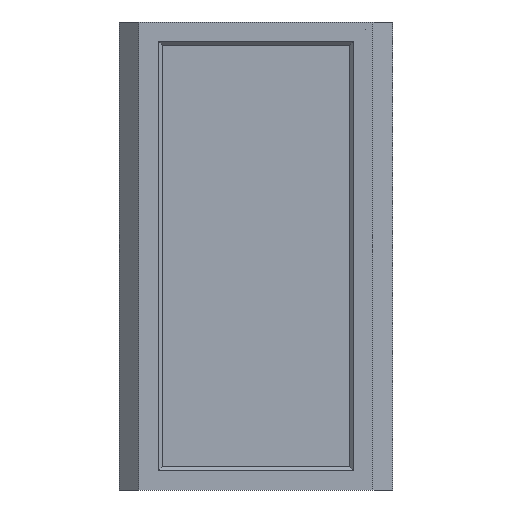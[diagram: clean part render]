
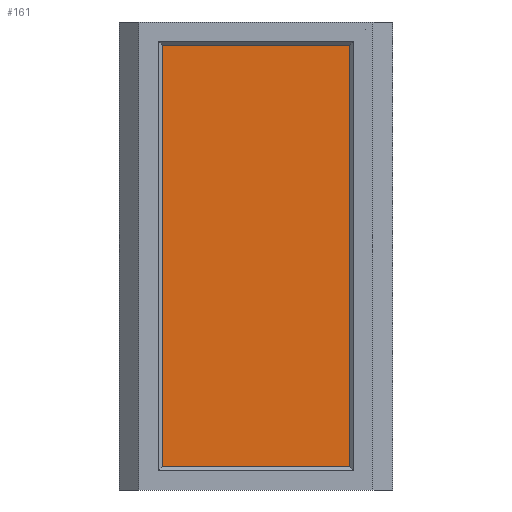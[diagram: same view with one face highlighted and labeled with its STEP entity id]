
A CAD part, front view. The second image highlights one B-rep face of the part: STEP entity #161.
In plain terms, the highlighted planar face has unit normal (0, -1, 0).
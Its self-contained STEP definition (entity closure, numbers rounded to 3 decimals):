
#161=ADVANCED_FACE('',(#1005),#1007,.T.);
#1005=FACE_BOUND('',#1006,.T.);
#1006=EDGE_LOOP('',(#1706,#1707,#1708,#1709));
#1007=PLANE('',#1008);
#1008=AXIS2_PLACEMENT_3D('',#1009,#1010,#1011);
#1009=CARTESIAN_POINT('',(0.,-99.,0.));
#1010=DIRECTION('',(0.,-1.,0.));
#1011=DIRECTION('',(1.,0.,0.));
#1706=ORIENTED_EDGE('',*,*,#2079,.T.);
#1707=ORIENTED_EDGE('',*,*,#2077,.T.);
#1708=ORIENTED_EDGE('',*,*,#2075,.T.);
#1709=ORIENTED_EDGE('',*,*,#2081,.T.);
#2075=EDGE_CURVE('',#2592,#2590,#2593,.T.);
#2077=EDGE_CURVE('',#2595,#2592,#2596,.T.);
#2079=EDGE_CURVE('',#2598,#2595,#2599,.T.);
#2081=EDGE_CURVE('',#2590,#2598,#2601,.T.);
#2590=VERTEX_POINT('',#3678);
#2592=VERTEX_POINT('',#3682);
#2593=LINE('',#3683,#3684);
#2595=VERTEX_POINT('',#3689);
#2596=LINE('',#3690,#3691);
#2598=VERTEX_POINT('',#3696);
#2599=LINE('',#3697,#3698);
#2601=LINE('',#3703,#3704);
#3678=CARTESIAN_POINT('',(24.,-99.,114.));
#3682=CARTESIAN_POINT('',(24.,-99.,6.));
#3683=CARTESIAN_POINT('',(24.,-99.,6.));
#3684=VECTOR('',#3685,1.);
#3685=DIRECTION('',(0.,0.,1.));
#3689=CARTESIAN_POINT('',(-24.,-99.,6.));
#3690=CARTESIAN_POINT('',(-24.,-99.,6.));
#3691=VECTOR('',#3692,1.);
#3692=DIRECTION('',(1.,0.,0.));
#3696=CARTESIAN_POINT('',(-24.,-99.,114.));
#3697=CARTESIAN_POINT('',(-24.,-99.,114.));
#3698=VECTOR('',#3699,1.);
#3699=DIRECTION('',(0.,0.,-1.));
#3703=CARTESIAN_POINT('',(24.,-99.,114.));
#3704=VECTOR('',#3705,1.);
#3705=DIRECTION('',(-1.,0.,0.));
